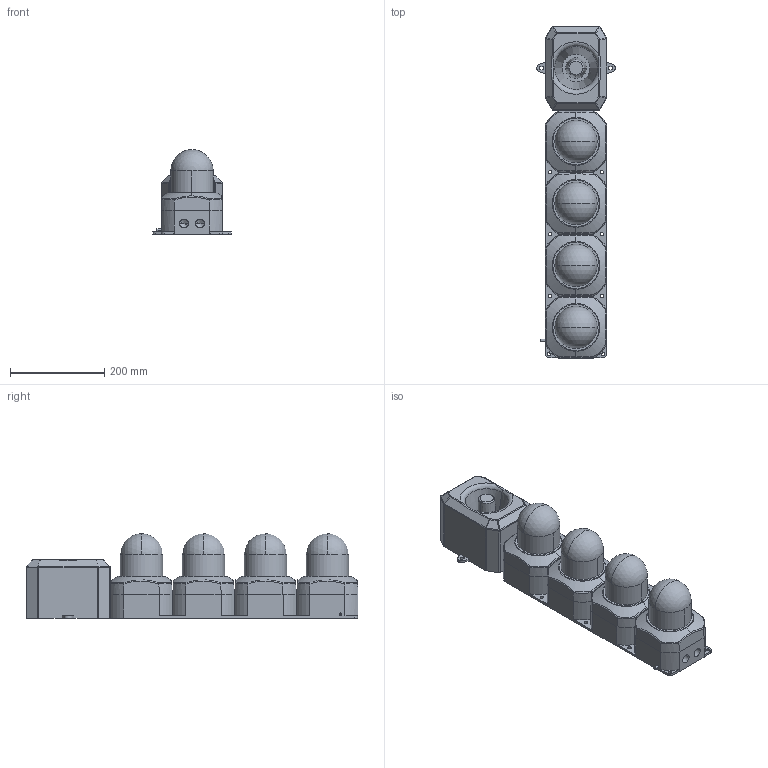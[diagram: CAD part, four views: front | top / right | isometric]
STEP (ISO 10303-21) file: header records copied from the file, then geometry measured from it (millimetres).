
FILE_DESCRIPTION (( 'STEP AP203' ), '1' );
FILE_NAME ('D215-05-155_Issue_1.STEP', '2019-08-16T14:24:17', ( '' ), ( '' ), 'SwSTEP 2.0', 'SolidWorks 2019', '' );
FILE_SCHEMA (( 'CONFIG_CONTROL_DESIGN' ));
Length unit declared in the file: millimetre
Products named in the file (1): D215-05-155_Issue_1
Bounding box: 166.97 x 705.4 x 180 mm (x, y, z)
Volume: 9649122.7 mm3; surface area: 486428.5 mm2
Topology: 1 solids, 7 shells, 302 faces, 748 edges, 436 vertices
Faces by surface type: cylinder 103, plane 83, cone 46, torus 28, sphere 24, bspline 18
Entity records: 10779 total; most frequent: CARTESIAN_POINT 3839, DIRECTION 1442, ORIENTED_EDGE 1432, EDGE_CURVE 716, AXIS2_PLACEMENT_3D 583, VERTEX_POINT 436, EDGE_LOOP 330, FACE_OUTER_BOUND 302
